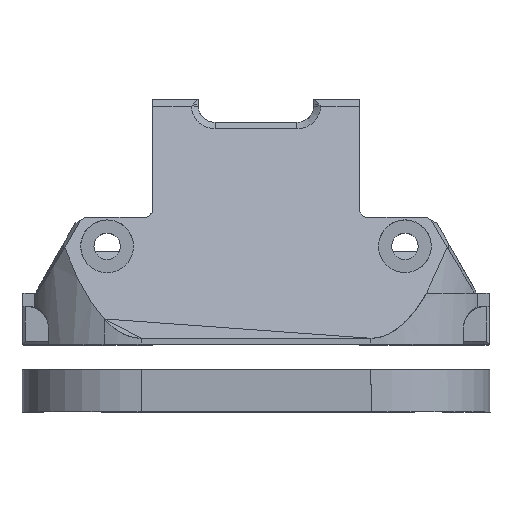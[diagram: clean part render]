
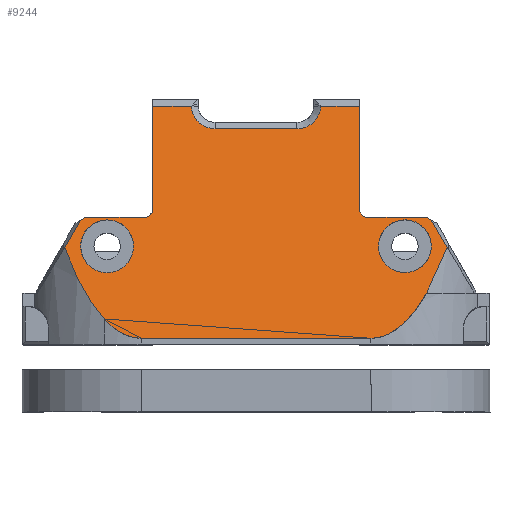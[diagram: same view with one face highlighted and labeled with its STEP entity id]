
A CAD part, top view. The second image highlights one B-rep face of the part: STEP entity #9244.
In plain terms, the highlighted face is planar.
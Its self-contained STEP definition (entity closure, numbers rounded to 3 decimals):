
#92=FACE_BOUND('',#1062,.T.);
#93=FACE_BOUND('',#1063,.T.);
#190=ELLIPSE('',#9464,47.885,14.);
#207=ELLIPSE('',#9509,47.885,14.);
#208=ELLIPSE('',#9510,47.885,14.);
#210=ELLIPSE('',#9513,47.885,14.);
#212=ELLIPSE('',#9517,3.242,3.1);
#222=ELLIPSE('',#9707,3.242,3.1);
#223=ELLIPSE('',#9711,1.046,1.);
#224=ELLIPSE('',#9718,1.046,1.);
#535=FACE_OUTER_BOUND('',#1061,.T.);
#1061=EDGE_LOOP('',(#7417,#7418,#7419,#7420,#7421,#7422,#7423,#7424,#7425,
#7426,#7427,#7428,#7429,#7430,#7431,#7432,#7433,#7434,#7435,#7436));
#1062=EDGE_LOOP('',(#7437));
#1063=EDGE_LOOP('',(#7438));
#1311=B_SPLINE_CURVE_WITH_KNOTS('',3,(#14044,#14045,#14046,#14047,#14048),
 .UNSPECIFIED.,.F.,.F.,(4,1,4),(-1.528,-0.898,0.),
 .UNSPECIFIED.);
#1313=B_SPLINE_CURVE_WITH_KNOTS('',3,(#14079,#14080,#14081,#14082,#14083),
 .UNSPECIFIED.,.F.,.F.,(4,1,4),(0.,0.673,1.528),
 .UNSPECIFIED.);
#1912=LINE('',#13999,#3034);
#1915=LINE('',#14005,#3037);
#1919=LINE('',#14014,#3041);
#1921=LINE('',#14018,#3043);
#1923=LINE('',#14052,#3045);
#1925=LINE('',#14086,#3047);
#1928=LINE('',#14091,#3050);
#1961=LINE('',#14166,#3083);
#1965=LINE('',#14175,#3087);
#2199=LINE('',#14814,#3321);
#2200=LINE('',#14816,#3322);
#2201=LINE('',#14818,#3323);
#3034=VECTOR('',#11104,10.);
#3037=VECTOR('',#11109,10.);
#3041=VECTOR('',#11119,10.);
#3043=VECTOR('',#11123,10.);
#3045=VECTOR('',#11127,10.);
#3047=VECTOR('',#11131,10.);
#3050=VECTOR('',#11136,10.);
#3083=VECTOR('',#11209,10.);
#3087=VECTOR('',#11217,10.);
#3321=VECTOR('',#11719,10.);
#3322=VECTOR('',#11722,10.);
#3323=VECTOR('',#11725,10.);
#3698=VERTEX_POINT('',#12644);
#3699=VERTEX_POINT('',#12646);
#3843=VERTEX_POINT('',#13026);
#3844=VERTEX_POINT('',#13028);
#3846=VERTEX_POINT('',#13035);
#3847=VERTEX_POINT('',#13036);
#3850=VERTEX_POINT('',#13048);
#4138=VERTEX_POINT('',#13992);
#4139=VERTEX_POINT('',#13996);
#4140=VERTEX_POINT('',#13998);
#4142=VERTEX_POINT('',#14004);
#4143=VERTEX_POINT('',#14009);
#4144=VERTEX_POINT('',#14013);
#4145=VERTEX_POINT('',#14017);
#4146=VERTEX_POINT('',#14043);
#4147=VERTEX_POINT('',#14051);
#4148=VERTEX_POINT('',#14074);
#4149=VERTEX_POINT('',#14085);
#4150=VERTEX_POINT('',#14090);
#4151=VERTEX_POINT('',#14094);
#4169=VERTEX_POINT('',#14158);
#4175=VERTEX_POINT('',#14174);
#4563=EDGE_CURVE('',#3698,#3699,#190,.T.);
#4719=EDGE_CURVE('',#3843,#3844,#207,.T.);
#4720=EDGE_CURVE('',#3844,#3698,#208,.T.);
#4723=EDGE_CURVE('',#3846,#3847,#210,.T.);
#4729=EDGE_CURVE('',#3850,#3850,#212,.F.);
#5141=EDGE_CURVE('',#4138,#4138,#222,.F.);
#5143=EDGE_CURVE('',#4139,#4140,#1912,.T.);
#5146=EDGE_CURVE('',#4142,#4140,#1915,.T.);
#5149=EDGE_CURVE('',#4142,#4143,#223,.T.);
#5151=EDGE_CURVE('',#4144,#4143,#1919,.T.);
#5153=EDGE_CURVE('',#4144,#4145,#1921,.T.);
#5155=EDGE_CURVE('',#4145,#4146,#1311,.T.);
#5157=EDGE_CURVE('',#4146,#4147,#1923,.T.);
#5160=EDGE_CURVE('',#4147,#4148,#1313,.T.);
#5161=EDGE_CURVE('',#4148,#4149,#1925,.T.);
#5164=EDGE_CURVE('',#4150,#4149,#1928,.T.);
#5166=EDGE_CURVE('',#4150,#4151,#224,.T.);
#5202=EDGE_CURVE('',#4169,#4151,#1961,.T.);
#5206=EDGE_CURVE('',#4175,#4169,#1965,.T.);
#5479=EDGE_CURVE('',#3699,#4139,#2199,.T.);
#5480=EDGE_CURVE('',#3847,#3843,#2200,.T.);
#5481=EDGE_CURVE('',#4175,#3846,#2201,.T.);
#7417=ORIENTED_EDGE('',*,*,#4723,.F.);
#7418=ORIENTED_EDGE('',*,*,#5481,.F.);
#7419=ORIENTED_EDGE('',*,*,#5206,.T.);
#7420=ORIENTED_EDGE('',*,*,#5202,.T.);
#7421=ORIENTED_EDGE('',*,*,#5166,.F.);
#7422=ORIENTED_EDGE('',*,*,#5164,.T.);
#7423=ORIENTED_EDGE('',*,*,#5161,.F.);
#7424=ORIENTED_EDGE('',*,*,#5160,.F.);
#7425=ORIENTED_EDGE('',*,*,#5157,.F.);
#7426=ORIENTED_EDGE('',*,*,#5155,.F.);
#7427=ORIENTED_EDGE('',*,*,#5153,.F.);
#7428=ORIENTED_EDGE('',*,*,#5151,.T.);
#7429=ORIENTED_EDGE('',*,*,#5149,.F.);
#7430=ORIENTED_EDGE('',*,*,#5146,.T.);
#7431=ORIENTED_EDGE('',*,*,#5143,.F.);
#7432=ORIENTED_EDGE('',*,*,#5479,.F.);
#7433=ORIENTED_EDGE('',*,*,#4563,.F.);
#7434=ORIENTED_EDGE('',*,*,#4720,.F.);
#7435=ORIENTED_EDGE('',*,*,#4719,.F.);
#7436=ORIENTED_EDGE('',*,*,#5480,.F.);
#7437=ORIENTED_EDGE('',*,*,#4729,.T.);
#7438=ORIENTED_EDGE('',*,*,#5141,.T.);
#8776=PLANE('',#9874);
#9244=ADVANCED_FACE('',(#535,#92,#93),#8776,.F.);
#9464=AXIS2_PLACEMENT_3D('',#12647,#10150,#10151);
#9509=AXIS2_PLACEMENT_3D('',#13029,#10352,#10353);
#9510=AXIS2_PLACEMENT_3D('',#13030,#10354,#10355);
#9513=AXIS2_PLACEMENT_3D('',#13037,#10361,#10362);
#9517=AXIS2_PLACEMENT_3D('',#13050,#10371,#10372);
#9707=AXIS2_PLACEMENT_3D('',#13994,#11099,#11100);
#9711=AXIS2_PLACEMENT_3D('',#14010,#11114,#11115);
#9718=AXIS2_PLACEMENT_3D('',#14095,#11140,#11141);
#9874=AXIS2_PLACEMENT_3D('',#14817,#11723,#11724);
#10150=DIRECTION('center_axis',(0.,0.956,
-0.292));
#10151=DIRECTION('ref_axis',(0.,-0.292,-0.956));
#10352=DIRECTION('center_axis',(0.,0.956,
-0.292));
#10353=DIRECTION('ref_axis',(0.,-0.292,-0.956));
#10354=DIRECTION('center_axis',(0.,0.956,
-0.292));
#10355=DIRECTION('ref_axis',(0.,-0.292,-0.956));
#10361=DIRECTION('center_axis',(0.,0.956,
-0.292));
#10362=DIRECTION('ref_axis',(0.,-0.292,-0.956));
#10371=DIRECTION('center_axis',(0.,-0.956,
0.292));
#10372=DIRECTION('ref_axis',(0.,0.292,0.956));
#11099=DIRECTION('center_axis',(0.,-0.956,
0.292));
#11100=DIRECTION('ref_axis',(0.,0.292,0.956));
#11104=DIRECTION('',(0.855,0.152,0.496));
#11109=DIRECTION('',(-1.,0.,0.));
#11114=DIRECTION('center_axis',(0.,-0.956,
0.292));
#11115=DIRECTION('ref_axis',(0.,-0.292,-0.956));
#11119=DIRECTION('',(0.,-0.292,-0.956));
#11123=DIRECTION('',(1.,0.,0.));
#11127=DIRECTION('',(1.,0.,0.));
#11131=DIRECTION('',(1.,0.,0.));
#11136=DIRECTION('',(0.,0.292,0.956));
#11140=DIRECTION('center_axis',(0.,-0.956,
0.292));
#11141=DIRECTION('ref_axis',(0.,-0.292,-0.956));
#11209=DIRECTION('',(-1.,0.,0.));
#11217=DIRECTION('',(-0.855,0.152,0.496));
#11719=DIRECTION('',(0.48,0.257,0.839));
#11722=DIRECTION('',(-1.,0.,0.));
#11723=DIRECTION('center_axis',(0.,0.956,
-0.292));
#11724=DIRECTION('ref_axis',(-1.,0.,0.));
#11725=DIRECTION('',(0.48,-0.257,-0.839));
#12644=CARTESIAN_POINT('',(-17.856,-146.165,73.628));
#12646=CARTESIAN_POINT('',(-22.471,-143.61,81.987));
#12647=CARTESIAN_POINT('Origin',(-13.503,-132.859,117.152));
#13026=CARTESIAN_POINT('',(-13.503,-146.859,71.358));
#13028=CARTESIAN_POINT('',(-15.398,-146.73,71.781));
#13029=CARTESIAN_POINT('Origin',(-13.503,-132.859,117.152));
#13030=CARTESIAN_POINT('Origin',(-13.503,-132.859,117.152));
#13035=CARTESIAN_POINT('',(22.465,-143.61,81.987));
#13036=CARTESIAN_POINT('',(13.497,-146.859,71.359));
#13037=CARTESIAN_POINT('Origin',(13.497,-132.859,117.152));
#13048=CARTESIAN_POINT('',(-14.4,-143.552,82.176));
#13050=CARTESIAN_POINT('Origin',(-17.5,-143.552,82.176));
#13992=CARTESIAN_POINT('',(14.4,-143.552,82.176));
#13994=CARTESIAN_POINT('Origin',(17.5,-143.552,82.176));
#13996=CARTESIAN_POINT('',(-20.618,-142.618,85.229));
#13998=CARTESIAN_POINT('',(-20.017,-142.512,85.578));
#13999=CARTESIAN_POINT('',(-8.698,-140.503,92.147));
#14004=CARTESIAN_POINT('',(-13.14,-142.512,85.578));
#14005=CARTESIAN_POINT('',(8.599,-142.512,85.578));
#14009=CARTESIAN_POINT('',(-12.14,-142.206,86.578));
#14010=CARTESIAN_POINT('Origin',(-13.14,-142.206,86.578));
#14013=CARTESIAN_POINT('',(-12.14,-138.519,98.637));
#14014=CARTESIAN_POINT('',(-12.14,-139.69,94.807));
#14017=CARTESIAN_POINT('',(-7.61,-138.519,98.637));
#14018=CARTESIAN_POINT('',(-0.001,-138.519,98.637));
#14043=CARTESIAN_POINT('',(-4.812,-139.329,95.988));
#14044=CARTESIAN_POINT('Ctrl Pts',(-7.61,-138.519,
98.637));
#14045=CARTESIAN_POINT('Ctrl Pts',(-7.585,-138.695,
98.063));
#14046=CARTESIAN_POINT('Ctrl Pts',(-7.079,-139.116,96.685));
#14047=CARTESIAN_POINT('Ctrl Pts',(-5.661,-139.329,
95.988));
#14048=CARTESIAN_POINT('Ctrl Pts',(-4.812,-139.329,
95.988));
#14051=CARTESIAN_POINT('',(4.812,-139.329,95.988));
#14052=CARTESIAN_POINT('',(-5.294,-139.329,95.988));
#14074=CARTESIAN_POINT('',(7.61,-138.519,98.637));
#14079=CARTESIAN_POINT('Ctrl Pts',(4.812,-139.329,95.988));
#14080=CARTESIAN_POINT('Ctrl Pts',(5.449,-139.329,95.988));
#14081=CARTESIAN_POINT('Ctrl Pts',(6.89,-139.173,96.498));
#14082=CARTESIAN_POINT('Ctrl Pts',(7.575,-138.757,97.86));
#14083=CARTESIAN_POINT('Ctrl Pts',(7.609,-138.519,98.637));
#14085=CARTESIAN_POINT('',(12.14,-138.519,98.637));
#14086=CARTESIAN_POINT('',(-0.001,-138.519,98.637));
#14090=CARTESIAN_POINT('',(12.14,-142.206,86.578));
#14091=CARTESIAN_POINT('',(12.14,-139.69,94.807));
#14094=CARTESIAN_POINT('',(13.14,-142.512,85.578));
#14095=CARTESIAN_POINT('Origin',(13.14,-142.206,86.578));
#14158=CARTESIAN_POINT('',(20.017,-142.512,85.578));
#14166=CARTESIAN_POINT('',(8.599,-142.512,85.578));
#14174=CARTESIAN_POINT('',(20.61,-142.617,85.234));
#14175=CARTESIAN_POINT('',(8.695,-140.503,92.148));
#14814=CARTESIAN_POINT('',(-13.789,-138.965,97.18));
#14816=CARTESIAN_POINT('',(-6.753,-146.859,71.359));
#14817=CARTESIAN_POINT('Origin',(-0.003,-139.951,
93.955));
#14818=CARTESIAN_POINT('',(13.783,-138.965,97.18));
